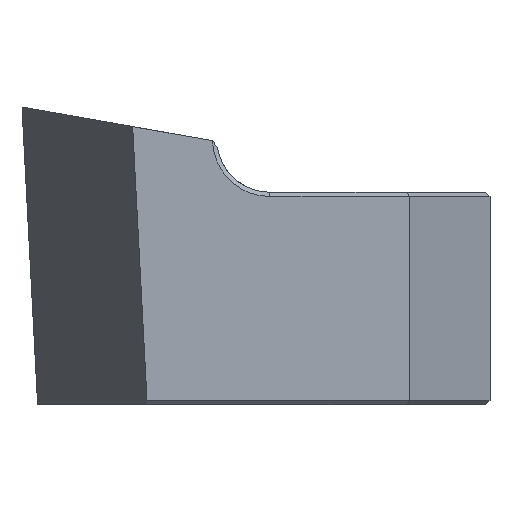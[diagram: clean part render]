
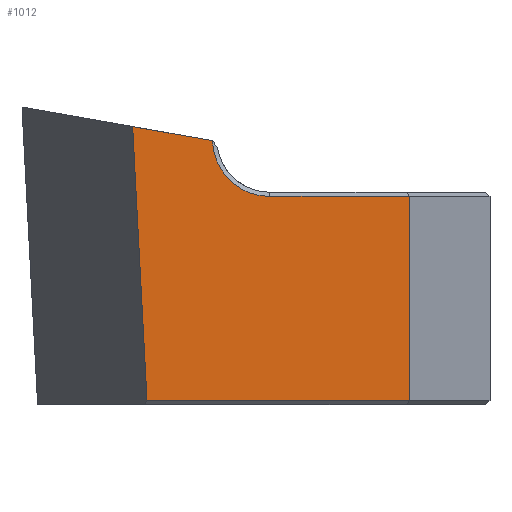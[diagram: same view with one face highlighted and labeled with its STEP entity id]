
A CAD part, left-side view. The second image highlights one B-rep face of the part: STEP entity #1012.
In plain terms, the highlighted planar face has unit normal (-1, 0, 0).
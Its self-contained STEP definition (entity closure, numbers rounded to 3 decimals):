
#13 = DIRECTION ( 'NONE',  ( 0., 1., 0. ) ) ;
#27 = PLANE ( 'NONE',  #351 ) ;
#92 = LINE ( 'NONE', #1097, #444 ) ;
#116 = EDGE_CURVE ( 'NONE', #305, #820, #92, .T. ) ;
#146 = CARTESIAN_POINT ( 'NONE',  ( -9., 10.349, 12.5 ) ) ;
#189 = CARTESIAN_POINT ( 'NONE',  ( -9., 3.782, 9.8 ) ) ;
#206 = VERTEX_POINT ( 'NONE', #1064 ) ;
#214 = EDGE_LOOP ( 'NONE', ( #988, #1094, #733, #1061, #224, #458 ) ) ;
#222 = CARTESIAN_POINT ( 'NONE',  ( -9., 16.799, 13.083 ) ) ;
#224 = ORIENTED_EDGE ( 'NONE', *, *, #562, .T. ) ;
#288 = LINE ( 'NONE', #676, #901 ) ;
#305 = VERTEX_POINT ( 'NONE', #819 ) ;
#341 = CIRCLE ( 'NONE', #343, 2.7 ) ;
#343 = AXIS2_PLACEMENT_3D ( 'NONE', #146, #537, #888 ) ;
#351 = AXIS2_PLACEMENT_3D ( 'NONE', #382, #759, #1093 ) ;
#374 = CARTESIAN_POINT ( 'NONE',  ( -9., 3.782, 0.2 ) ) ;
#382 = CARTESIAN_POINT ( 'NONE',  ( -9., 3.782, 14. ) ) ;
#444 = VECTOR ( 'NONE', #1098, 1000. ) ;
#458 = ORIENTED_EDGE ( 'NONE', *, *, #620, .F. ) ;
#459 = LINE ( 'NONE', #825, #793 ) ;
#461 = LINE ( 'NONE', #469, #578 ) ;
#469 = CARTESIAN_POINT ( 'NONE',  ( -9., -1.731, 9.816 ) ) ;
#505 = VERTEX_POINT ( 'NONE', #748 ) ;
#523 = DIRECTION ( 'NONE',  ( 0., -0.985, -0.174 ) ) ;
#537 = DIRECTION ( 'NONE',  ( 1., 0., 0. ) ) ;
#562 = EDGE_CURVE ( 'NONE', #677, #505, #341, .T. ) ;
#569 = DIRECTION ( 'NONE',  ( 0., -1., 0. ) ) ;
#578 = VECTOR ( 'NONE', #523, 1000. ) ;
#620 = EDGE_CURVE ( 'NONE', #820, #505, #461, .T. ) ;
#676 = CARTESIAN_POINT ( 'NONE',  ( -9., 3.782, 14. ) ) ;
#677 = VERTEX_POINT ( 'NONE', #683 ) ;
#683 = CARTESIAN_POINT ( 'NONE',  ( -9., 10.349, 9.8 ) ) ;
#731 = EDGE_CURVE ( 'NONE', #832, #677, #459, .T. ) ;
#733 = ORIENTED_EDGE ( 'NONE', *, *, #1013, .F. ) ;
#748 = CARTESIAN_POINT ( 'NONE',  ( -9., 13.048, 12.422 ) ) ;
#759 = DIRECTION ( 'NONE',  ( 1., 0., 0. ) ) ;
#775 = EDGE_CURVE ( 'NONE', #305, #206, #840, .T. ) ;
#793 = VECTOR ( 'NONE', #13, 1000. ) ;
#819 = CARTESIAN_POINT ( 'NONE',  ( -9., 16.124, 0.2 ) ) ;
#820 = VERTEX_POINT ( 'NONE', #222 ) ;
#825 = CARTESIAN_POINT ( 'NONE',  ( -9., 10.349, 9.8 ) ) ;
#832 = VERTEX_POINT ( 'NONE', #189 ) ;
#840 = LINE ( 'NONE', #374, #922 ) ;
#841 = FACE_OUTER_BOUND ( 'NONE', #214, .T. ) ;
#888 = DIRECTION ( 'NONE',  ( 0., 1., 0. ) ) ;
#901 = VECTOR ( 'NONE', #1015, 1000. ) ;
#922 = VECTOR ( 'NONE', #569, 1000. ) ;
#988 = ORIENTED_EDGE ( 'NONE', *, *, #116, .F. ) ;
#1012 = ADVANCED_FACE ( 'NONE', ( #841 ), #27, .F. ) ;
#1013 = EDGE_CURVE ( 'NONE', #832, #206, #288, .T. ) ;
#1015 = DIRECTION ( 'NONE',  ( 0., 0., -1. ) ) ;
#1061 = ORIENTED_EDGE ( 'NONE', *, *, #731, .T. ) ;
#1064 = CARTESIAN_POINT ( 'NONE',  ( -9., 3.782, 0.2 ) ) ;
#1093 = DIRECTION ( 'NONE',  ( 0., 1., 0. ) ) ;
#1094 = ORIENTED_EDGE ( 'NONE', *, *, #775, .T. ) ;
#1097 = CARTESIAN_POINT ( 'NONE',  ( -9., 16.069, -0.842 ) ) ;
#1098 = DIRECTION ( 'NONE',  ( 0., 0.052, 0.999 ) ) ;
